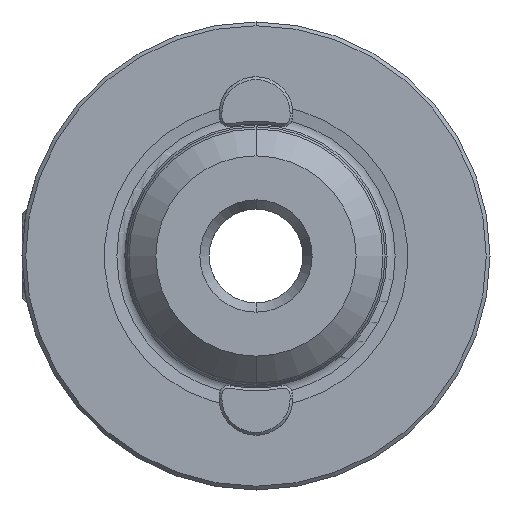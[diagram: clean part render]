
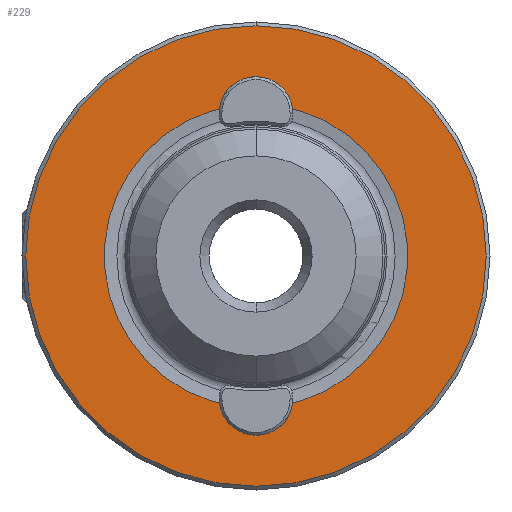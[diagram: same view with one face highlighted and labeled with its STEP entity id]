
A CAD part, left-side view. The second image highlights one B-rep face of the part: STEP entity #229.
In plain terms, the highlighted planar face has unit normal (-1, 0, 0).
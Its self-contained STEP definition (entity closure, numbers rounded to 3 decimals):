
#17 = CARTESIAN_POINT ( 'NONE',  ( 0., 0., 0. ) ) ;
#176 = EDGE_CURVE ( 'NONE', #4221, #3204, #2309, .T. ) ;
#229 = ADVANCED_FACE ( 'NONE', ( #1292, #3966 ), #2561, .F. ) ;
#375 = EDGE_CURVE ( 'NONE', #2514, #1624, #2366, .T. ) ;
#377 = ORIENTED_EDGE ( 'NONE', *, *, #176, .F. ) ;
#437 = EDGE_CURVE ( 'NONE', #2631, #4221, #4012, .T. ) ;
#541 = DIRECTION ( 'NONE',  ( -1., 0., 0. ) ) ;
#555 = AXIS2_PLACEMENT_3D ( 'NONE', #3254, #2110, #2072 ) ;
#557 = VERTEX_POINT ( 'NONE', #4337 ) ;
#587 = CIRCLE ( 'NONE', #2971, 1.1 ) ;
#640 = CARTESIAN_POINT ( 'NONE',  ( 0., 0., -9.475 ) ) ;
#669 = EDGE_LOOP ( 'NONE', ( #2439, #1966 ) ) ;
#733 = CARTESIAN_POINT ( 'NONE',  ( 0., 0., 8.375 ) ) ;
#1039 = VERTEX_POINT ( 'NONE', #640 ) ;
#1120 = CARTESIAN_POINT ( 'NONE',  ( 0., -1.046, 8.036 ) ) ;
#1159 = CIRCLE ( 'NONE', #1476, 12.3 ) ;
#1292 = FACE_BOUND ( 'NONE', #3869, .T. ) ;
#1435 = AXIS2_PLACEMENT_3D ( 'NONE', #2294, #1610, #2964 ) ;
#1476 = AXIS2_PLACEMENT_3D ( 'NONE', #2617, #541, #2980 ) ;
#1512 = EDGE_CURVE ( 'NONE', #3204, #1039, #4472, .T. ) ;
#1610 = DIRECTION ( 'NONE',  ( -1., 0., 0. ) ) ;
#1624 = VERTEX_POINT ( 'NONE', #1120 ) ;
#1693 = CARTESIAN_POINT ( 'NONE',  ( 0., 0., 0. ) ) ;
#1698 = AXIS2_PLACEMENT_3D ( 'NONE', #1790, #1808, #1823 ) ;
#1773 = AXIS2_PLACEMENT_3D ( 'NONE', #733, #4227, #4317 ) ;
#1774 = CARTESIAN_POINT ( 'NONE',  ( 0., 1.046, -8.036 ) ) ;
#1790 = CARTESIAN_POINT ( 'NONE',  ( 0., 0., 8.375 ) ) ;
#1808 = DIRECTION ( 'NONE',  ( -1., 0., 0. ) ) ;
#1823 = DIRECTION ( 'NONE',  ( 0., 0., 1. ) ) ;
#1864 = DIRECTION ( 'NONE',  ( -1., 0., 0. ) ) ;
#1906 = DIRECTION ( 'NONE',  ( -1., 0., 0. ) ) ;
#1921 = CIRCLE ( 'NONE', #1773, 1.1 ) ;
#1938 = DIRECTION ( 'NONE',  ( 0., 0., 1. ) ) ;
#1966 = ORIENTED_EDGE ( 'NONE', *, *, #4236, .T. ) ;
#2072 = DIRECTION ( 'NONE',  ( 0., 0., 1. ) ) ;
#2090 = AXIS2_PLACEMENT_3D ( 'NONE', #1693, #1906, #1938 ) ;
#2110 = DIRECTION ( 'NONE',  ( -1., 0., 0. ) ) ;
#2222 = DIRECTION ( 'NONE',  ( 0., 0., 1. ) ) ;
#2247 = AXIS2_PLACEMENT_3D ( 'NONE', #2693, #2909, #2932 ) ;
#2294 = CARTESIAN_POINT ( 'NONE',  ( 0., 0., -8.375 ) ) ;
#2309 = CIRCLE ( 'NONE', #2090, 8.103 ) ;
#2366 = CIRCLE ( 'NONE', #555, 8.103 ) ;
#2439 = ORIENTED_EDGE ( 'NONE', *, *, #2901, .T. ) ;
#2514 = VERTEX_POINT ( 'NONE', #3988 ) ;
#2561 = PLANE ( 'NONE',  #2247 ) ;
#2565 = CARTESIAN_POINT ( 'NONE',  ( 0., 0., 12.3 ) ) ;
#2617 = CARTESIAN_POINT ( 'NONE',  ( 0., 0., 0. ) ) ;
#2631 = VERTEX_POINT ( 'NONE', #3266 ) ;
#2693 = CARTESIAN_POINT ( 'NONE',  ( 0., 0., -8.103 ) ) ;
#2901 = EDGE_CURVE ( 'NONE', #557, #3288, #3894, .T. ) ;
#2909 = DIRECTION ( 'NONE',  ( 1., 0., 0. ) ) ;
#2932 = DIRECTION ( 'NONE',  ( 0., 0., -1. ) ) ;
#2964 = DIRECTION ( 'NONE',  ( 0., 0., 1. ) ) ;
#2968 = ORIENTED_EDGE ( 'NONE', *, *, #1512, .F. ) ;
#2971 = AXIS2_PLACEMENT_3D ( 'NONE', #3598, #3827, #3842 ) ;
#2980 = DIRECTION ( 'NONE',  ( 0., 0., 1. ) ) ;
#2997 = EDGE_CURVE ( 'NONE', #1624, #2631, #1921, .T. ) ;
#3124 = EDGE_CURVE ( 'NONE', #1039, #2514, #587, .T. ) ;
#3204 = VERTEX_POINT ( 'NONE', #1774 ) ;
#3254 = CARTESIAN_POINT ( 'NONE',  ( 0., 0., 0. ) ) ;
#3266 = CARTESIAN_POINT ( 'NONE',  ( 0., 0., 9.475 ) ) ;
#3288 = VERTEX_POINT ( 'NONE', #2565 ) ;
#3567 = ORIENTED_EDGE ( 'NONE', *, *, #3124, .F. ) ;
#3598 = CARTESIAN_POINT ( 'NONE',  ( 0., 0., -8.375 ) ) ;
#3779 = ORIENTED_EDGE ( 'NONE', *, *, #375, .F. ) ;
#3827 = DIRECTION ( 'NONE',  ( -1., 0., 0. ) ) ;
#3842 = DIRECTION ( 'NONE',  ( 0., 0., 1. ) ) ;
#3869 = EDGE_LOOP ( 'NONE', ( #377, #4434, #3876, #3779, #3567, #2968 ) ) ;
#3876 = ORIENTED_EDGE ( 'NONE', *, *, #2997, .F. ) ;
#3894 = CIRCLE ( 'NONE', #4453, 12.3 ) ;
#3966 = FACE_OUTER_BOUND ( 'NONE', #669, .T. ) ;
#3984 = CARTESIAN_POINT ( 'NONE',  ( 0., 1.046, 8.036 ) ) ;
#3988 = CARTESIAN_POINT ( 'NONE',  ( 0., -1.046, -8.036 ) ) ;
#4012 = CIRCLE ( 'NONE', #1698, 1.1 ) ;
#4221 = VERTEX_POINT ( 'NONE', #3984 ) ;
#4227 = DIRECTION ( 'NONE',  ( -1., 0., 0. ) ) ;
#4236 = EDGE_CURVE ( 'NONE', #3288, #557, #1159, .T. ) ;
#4317 = DIRECTION ( 'NONE',  ( 0., 0., 1. ) ) ;
#4337 = CARTESIAN_POINT ( 'NONE',  ( 0., 0., -12.3 ) ) ;
#4434 = ORIENTED_EDGE ( 'NONE', *, *, #437, .F. ) ;
#4453 = AXIS2_PLACEMENT_3D ( 'NONE', #17, #1864, #2222 ) ;
#4472 = CIRCLE ( 'NONE', #1435, 1.1 ) ;
